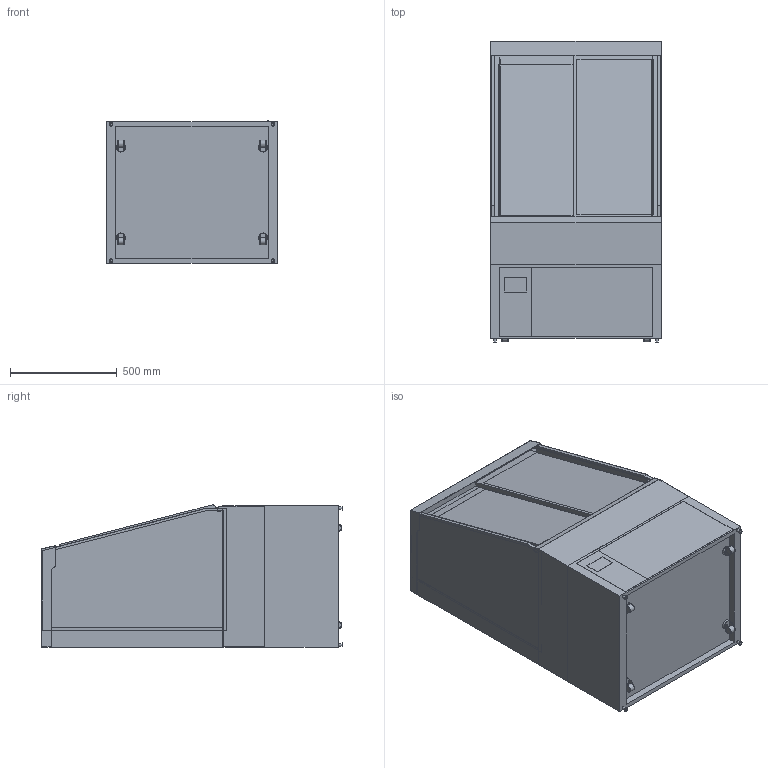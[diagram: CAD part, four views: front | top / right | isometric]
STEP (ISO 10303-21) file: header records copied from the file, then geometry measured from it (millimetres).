
FILE_DESCRIPTION(/* description */ ('vereinfachtes Modell '),/* implementation_level */ '2;1');
FILE_NAME(/* name */ '3D-AKE-00062680.stp',/* time_stamp */ '2024-11-04T11:08:49+01:00',/* author */ ('marina.schachner'),/* organization */ (''),/* preprocessor_version */ 'ST-DEVELOPER v20',/* originating_system */ 'Autodesk Inventor 2024',/* authorisation */ '');
FILE_SCHEMA (('AUTOMOTIVE_DESIGN { 1 0 10303 214 3 1 1 }'));
Length unit declared in the file: millimetre
Products named in the file (1): 3D-AKE-00062680
Bounding box: 800 x 1410 x 666.75 mm (x, y, z)
Volume: 258320367.8 mm3; surface area: 17191172.6 mm2
Topology: 52 solids, 52 shells, 456 faces, 1026 edges, 678 vertices
Faces by surface type: plane 396, cylinder 60
Full cylindrical faces by diameter (mm): 12 x4, 18 x4, 33 x4, 43 x4
Entity records: 12544 total; most frequent: CARTESIAN_POINT 2161, DIRECTION 2060, ORIENTED_EDGE 2052, EDGE_CURVE 1026, LINE 906, VECTOR 906, VERTEX_POINT 678, AXIS2_PLACEMENT_3D 577
